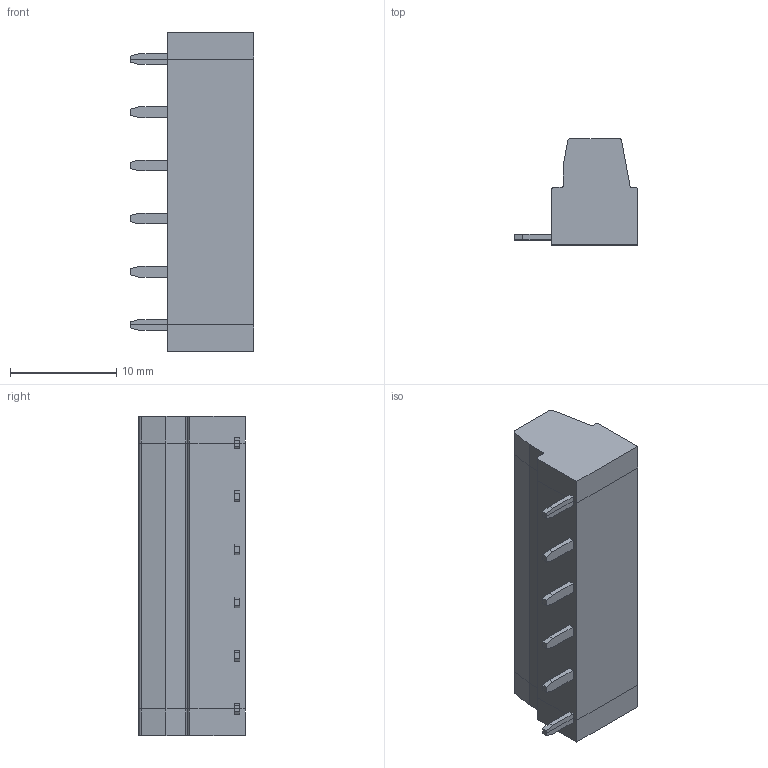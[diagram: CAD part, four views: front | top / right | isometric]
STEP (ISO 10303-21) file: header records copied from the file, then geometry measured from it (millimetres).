
FILE_DESCRIPTION( ( 'Unknown' ), '1' );
FILE_NAME( '691241700006.stp', 'Unknown', ( 'Unknown' ), ( 'Unknown' ), 'PSStep 18.0.17', 'Unknown', ' ' );
FILE_SCHEMA( ( 'AUTOMOTIVE_DESIGN { 1 0 10303 214 1 1 1 1 }' ) );
Length unit declared in the file: millimetre
Products named in the file (4): Assem1; 6912417000xx_DX; 6912417000xx_SX; 691241700006
Assembly tree (3 placements, depth 2):
  Assem1
    6912417000xx_DX
    6912417000xx_SX
    691241700006
Bounding box: 11.6 x 10 x 30 mm (x, y, z)
Volume: 1764.3 mm3; surface area: 1940.1 mm2
Topology: 3 solids, 3 shells, 287 faces, 771 edges, 506 vertices
Faces by surface type: plane 261, cylinder 26
Full cylindrical faces by diameter (mm): 3.8 x4
Entity records: 11135 total; most frequent: CARTESIAN_POINT 1556, ORIENTED_EDGE 1526, DIRECTION 1417, EDGE_CURVE 763, LINE 691, VECTOR 691, VERTEX_POINT 502, AXIS2_PLACEMENT_3D 363
